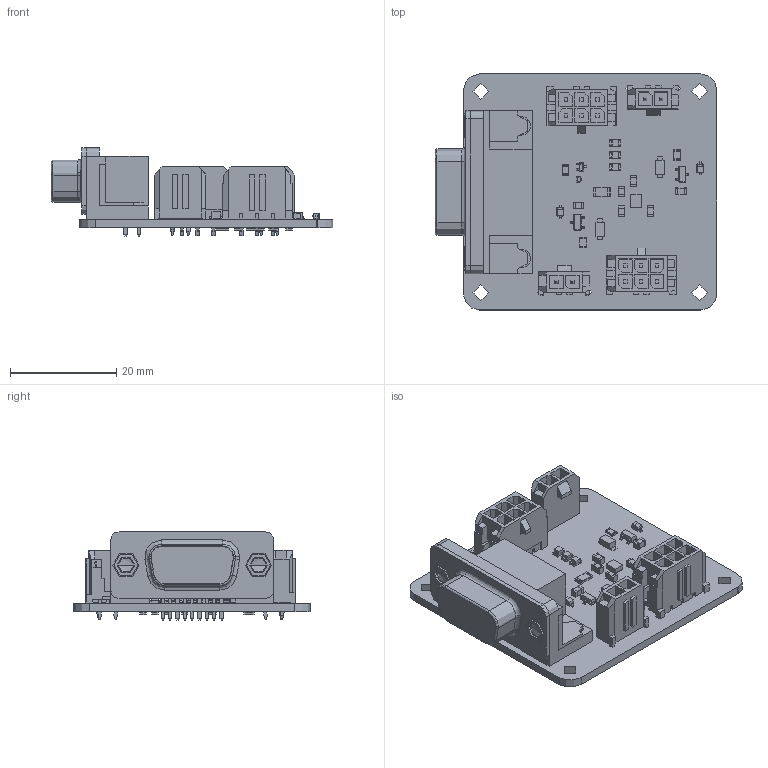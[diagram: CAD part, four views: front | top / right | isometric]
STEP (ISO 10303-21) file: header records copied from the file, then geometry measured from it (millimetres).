
FILE_DESCRIPTION(('KiCad electronic assembly'),'2;1');
FILE_NAME('Controls-MotorControllerBreakout.step','2025-01-16T16:33:34', ('Pcbnew'),('Kicad'),'Open CASCADE STEP processor 7.8', 'KiCad to STEP converter','Unknown');
FILE_SCHEMA(('AUTOMOTIVE_DESIGN { 1 0 10303 214 1 1 1 1 }'));
Length unit declared in the file: millimetre
Products named in the file (28): Controls-MotorControllerBreakout 1; BZT52-B12-QX; ASSEMBLY; C_0805_2012Metric; R_0805_2012Metric; Fuse_1206_3216Metric; TRANS_RE1C001_ROM; part; LED_0805_2012Metric; SOT-23; SOT_23; TRANS_RUM001_ROM; D_SOD-323; D_SOD_323; 430450612; 436500215; 436500215wbm000_01; RUX0012A; RUX0012A_ASM; L77SDE09SA4CH3R; Controls-MotorControllerBreakout_PCB
Assembly tree (52 placements, depth 3):
  Controls-MotorControllerBreakout 1
    BZT52-B12-QX  x2
      ASSEMBLY
    C_0805_2012Metric  x6
      C_0805_2012Metric
    R_0805_2012Metric  x14
      R_0805_2012Metric
    Fuse_1206_3216Metric
      Fuse_1206_3216Metric
    TRANS_RE1C001_ROM
      part
    LED_0805_2012Metric  x3
      LED_0805_2012Metric
    SOT-23  x2
      SOT_23
    TRANS_RUM001_ROM
      part
    D_SOD-323  x2
      D_SOD_323
    430450612  x2
      430450612
    436500215  x2
      436500215wbm000_01
    RUX0012A
      RUX0012A_ASM
    L77SDE09SA4CH3R
      L77SDE09SA4CH3R
    Controls-MotorControllerBreakout_PCB
Bounding box: 53.12 x 44.5 x 16.68 mm (x, y, z)
Topology: 76 solids, 80 shells, 2422 faces, 6187 edges, 4031 vertices
Faces by surface type: plane 1802, cylinder 490, bspline 112, torus 10, cone 8
Full cylindrical faces by diameter (mm): 0.054 x1, 0.08 x1, 1.02 x20, 1.05 x9, 1.27 x4, 3 x4, 3.1 x2
Entity records: 42788 total; most frequent: CARTESIAN_POINT 9146, ORIENTED_EDGE 6310, DIRECTION 6034, EDGE_CURVE 3154, LINE 2532, VECTOR 2532, VERTEX_POINT 2029, AXIS2_PLACEMENT_3D 1751
